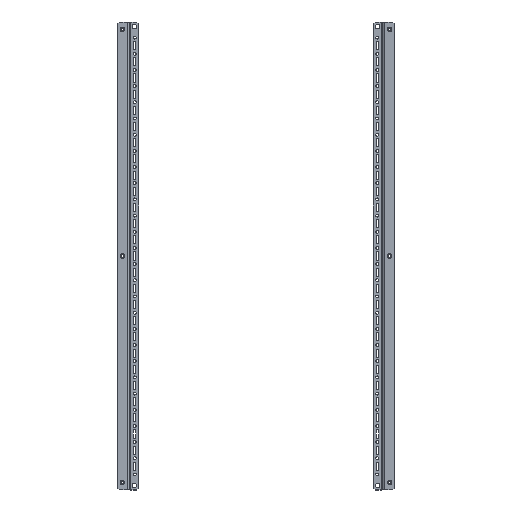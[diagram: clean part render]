
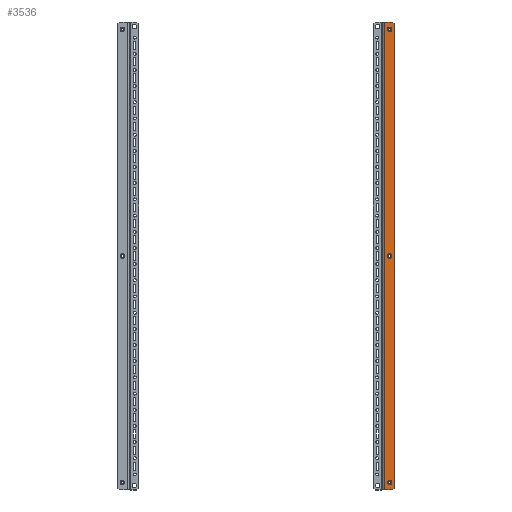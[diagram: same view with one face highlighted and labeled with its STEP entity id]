
A CAD part, top view. The second image highlights one B-rep face of the part: STEP entity #3536.
In plain terms, the highlighted face is planar.
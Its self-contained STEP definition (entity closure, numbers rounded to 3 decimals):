
#45 = EDGE_CURVE ( 'NONE', #429, #1105, #5546, .T. ) ;
#88 = DIRECTION ( 'NONE',  ( 0., 0., -1. ) ) ;
#139 = CARTESIAN_POINT ( 'NONE',  ( -18., 358.5, 0. ) ) ;
#171 = CIRCLE ( 'NONE', #4046, 3.5 ) ;
#214 = CARTESIAN_POINT ( 'NONE',  ( -11., -350., 0. ) ) ;
#263 = FACE_BOUND ( 'NONE', #2064, .T. ) ;
#429 = VERTEX_POINT ( 'NONE', #5360 ) ;
#504 = CARTESIAN_POINT ( 'NONE',  ( -18., -361.5, 0. ) ) ;
#536 = VERTEX_POINT ( 'NONE', #2375 ) ;
#640 = DIRECTION ( 'NONE',  ( -1., 0., 0. ) ) ;
#641 = VERTEX_POINT ( 'NONE', #3792 ) ;
#721 = ORIENTED_EDGE ( 'NONE', *, *, #45, .T. ) ;
#767 = PLANE ( 'NONE',  #4325 ) ;
#771 = FACE_BOUND ( 'NONE', #3542, .T. ) ;
#820 = EDGE_CURVE ( 'NONE', #1105, #7773, #7410, .T. ) ;
#1105 = VERTEX_POINT ( 'NONE', #2299 ) ;
#1127 = DIRECTION ( 'NONE',  ( -1., 0., 0. ) ) ;
#1217 = CARTESIAN_POINT ( 'NONE',  ( -378., 1.5, 0. ) ) ;
#1358 = CARTESIAN_POINT ( 'NONE',  ( -3.375, 361.5, 0. ) ) ;
#1393 = VECTOR ( 'NONE', #1932, 1000. ) ;
#1416 = DIRECTION ( 'NONE',  ( -1., 0., 0. ) ) ;
#1534 = ORIENTED_EDGE ( 'NONE', *, *, #6633, .F. ) ;
#1540 = AXIS2_PLACEMENT_3D ( 'NONE', #3019, #1751, #8114 ) ;
#1579 = DIRECTION ( 'NONE',  ( 0., -1., 0. ) ) ;
#1609 = VERTEX_POINT ( 'NONE', #2384 ) ;
#1669 = ORIENTED_EDGE ( 'NONE', *, *, #4250, .F. ) ;
#1751 = DIRECTION ( 'NONE',  ( 0., 0., -1. ) ) ;
#1789 = CIRCLE ( 'NONE', #7182, 3.5 ) ;
#1844 = DIRECTION ( 'NONE',  ( 0., 0., -1. ) ) ;
#1906 = CARTESIAN_POINT ( 'NONE',  ( -11., 0., 0. ) ) ;
#1932 = DIRECTION ( 'NONE',  ( -0.707, 0.707, 0. ) ) ;
#1942 = DIRECTION ( 'NONE',  ( -1., 0., 0. ) ) ;
#2018 = VERTEX_POINT ( 'NONE', #4911 ) ;
#2064 = EDGE_LOOP ( 'NONE', ( #5350, #5610 ) ) ;
#2223 = VERTEX_POINT ( 'NONE', #7722 ) ;
#2246 = CARTESIAN_POINT ( 'NONE',  ( -18., 361.5, 0. ) ) ;
#2299 = CARTESIAN_POINT ( 'NONE',  ( -3.375, 361.5, 0. ) ) ;
#2308 = AXIS2_PLACEMENT_3D ( 'NONE', #5718, #4275, #8200 ) ;
#2350 = DIRECTION ( 'NONE',  ( 1., 0., 0. ) ) ;
#2375 = CARTESIAN_POINT ( 'NONE',  ( -18., -358.5, 0. ) ) ;
#2384 = CARTESIAN_POINT ( 'NONE',  ( -14.5, 350., 0. ) ) ;
#2397 = CARTESIAN_POINT ( 'NONE',  ( -3.375, -361.5, 0. ) ) ;
#2457 = EDGE_CURVE ( 'NONE', #4232, #5157, #171, .T. ) ;
#2845 = LINE ( 'NONE', #7758, #4668 ) ;
#2887 = CARTESIAN_POINT ( 'NONE',  ( -7.5, -350., 0. ) ) ;
#2928 = EDGE_LOOP ( 'NONE', ( #3545, #8187, #1534, #3447, #721, #3482 ) ) ;
#2999 = VECTOR ( 'NONE', #1579, 1000. ) ;
#3019 = CARTESIAN_POINT ( 'NONE',  ( -11., 350., 0. ) ) ;
#3113 = CIRCLE ( 'NONE', #7781, 3.5 ) ;
#3303 = ORIENTED_EDGE ( 'NONE', *, *, #8178, .F. ) ;
#3447 = ORIENTED_EDGE ( 'NONE', *, *, #4481, .T. ) ;
#3482 = ORIENTED_EDGE ( 'NONE', *, *, #820, .T. ) ;
#3536 = ADVANCED_FACE ( 'NONE', ( #5815, #5913, #771, #263 ), #767, .T. ) ;
#3542 = EDGE_LOOP ( 'NONE', ( #3850, #1669 ) ) ;
#3545 = ORIENTED_EDGE ( 'NONE', *, *, #7239, .F. ) ;
#3788 = CARTESIAN_POINT ( 'NONE',  ( -11., -350., 0. ) ) ;
#3792 = CARTESIAN_POINT ( 'NONE',  ( -7.5, 350., 0. ) ) ;
#3850 = ORIENTED_EDGE ( 'NONE', *, *, #6310, .F. ) ;
#3931 = CIRCLE ( 'NONE', #5138, 3.5 ) ;
#3943 = VECTOR ( 'NONE', #7771, 1000. ) ;
#3962 = CARTESIAN_POINT ( 'NONE',  ( -18., 361.5, 0. ) ) ;
#4017 = ORIENTED_EDGE ( 'NONE', *, *, #6858, .F. ) ;
#4046 = AXIS2_PLACEMENT_3D ( 'NONE', #214, #6607, #7881 ) ;
#4232 = VERTEX_POINT ( 'NONE', #2887 ) ;
#4250 = EDGE_CURVE ( 'NONE', #641, #1609, #6916, .T. ) ;
#4275 = DIRECTION ( 'NONE',  ( 0., 0., -1. ) ) ;
#4325 = AXIS2_PLACEMENT_3D ( 'NONE', #3962, #4639, #1416 ) ;
#4347 = VERTEX_POINT ( 'NONE', #8345 ) ;
#4481 = EDGE_CURVE ( 'NONE', #7413, #429, #2845, .T. ) ;
#4554 = DIRECTION ( 'NONE',  ( 0.707, 0.707, 0. ) ) ;
#4639 = DIRECTION ( 'NONE',  ( 0., 0., -1. ) ) ;
#4668 = VECTOR ( 'NONE', #4554, 1000. ) ;
#4830 = LINE ( 'NONE', #504, #5963 ) ;
#4911 = CARTESIAN_POINT ( 'NONE',  ( -7.5, 0., 0. ) ) ;
#5138 = AXIS2_PLACEMENT_3D ( 'NONE', #3788, #6349, #1127 ) ;
#5157 = VERTEX_POINT ( 'NONE', #5856 ) ;
#5252 = CARTESIAN_POINT ( 'NONE',  ( -11., 350., 0. ) ) ;
#5350 = ORIENTED_EDGE ( 'NONE', *, *, #7764, .T. ) ;
#5360 = CARTESIAN_POINT ( 'NONE',  ( -15., 361.5, 0. ) ) ;
#5546 = LINE ( 'NONE', #7620, #6883 ) ;
#5610 = ORIENTED_EDGE ( 'NONE', *, *, #2457, .T. ) ;
#5718 = CARTESIAN_POINT ( 'NONE',  ( -11., 0., 0. ) ) ;
#5815 = FACE_BOUND ( 'NONE', #7252, .T. ) ;
#5856 = CARTESIAN_POINT ( 'NONE',  ( -14.5, -350., 0. ) ) ;
#5913 = FACE_OUTER_BOUND ( 'NONE', #2928, .T. ) ;
#5941 = CIRCLE ( 'NONE', #2308, 3.5 ) ;
#5963 = VECTOR ( 'NONE', #2350, 1000. ) ;
#5964 = LINE ( 'NONE', #1217, #1393 ) ;
#6310 = EDGE_CURVE ( 'NONE', #1609, #641, #1789, .T. ) ;
#6349 = DIRECTION ( 'NONE',  ( 0., 0., 1. ) ) ;
#6607 = DIRECTION ( 'NONE',  ( 0., 0., 1. ) ) ;
#6633 = EDGE_CURVE ( 'NONE', #7413, #536, #6964, .T. ) ;
#6825 = EDGE_CURVE ( 'NONE', #2223, #536, #5964, .T. ) ;
#6858 = EDGE_CURVE ( 'NONE', #4347, #2018, #3113, .T. ) ;
#6883 = VECTOR ( 'NONE', #6980, 1000. ) ;
#6916 = CIRCLE ( 'NONE', #1540, 3.5 ) ;
#6964 = LINE ( 'NONE', #2246, #2999 ) ;
#6980 = DIRECTION ( 'NONE',  ( 1., 0., 0. ) ) ;
#7182 = AXIS2_PLACEMENT_3D ( 'NONE', #5252, #88, #1942 ) ;
#7239 = EDGE_CURVE ( 'NONE', #2223, #7773, #4830, .T. ) ;
#7252 = EDGE_LOOP ( 'NONE', ( #4017, #3303 ) ) ;
#7410 = LINE ( 'NONE', #1358, #3943 ) ;
#7413 = VERTEX_POINT ( 'NONE', #139 ) ;
#7620 = CARTESIAN_POINT ( 'NONE',  ( -18., 361.5, 0. ) ) ;
#7722 = CARTESIAN_POINT ( 'NONE',  ( -15., -361.5, 0. ) ) ;
#7758 = CARTESIAN_POINT ( 'NONE',  ( -16.5, 360., 0. ) ) ;
#7764 = EDGE_CURVE ( 'NONE', #5157, #4232, #3931, .T. ) ;
#7771 = DIRECTION ( 'NONE',  ( 0., -1., 0. ) ) ;
#7773 = VERTEX_POINT ( 'NONE', #2397 ) ;
#7781 = AXIS2_PLACEMENT_3D ( 'NONE', #1906, #1844, #640 ) ;
#7881 = DIRECTION ( 'NONE',  ( -1., 0., 0. ) ) ;
#8114 = DIRECTION ( 'NONE',  ( -1., 0., 0. ) ) ;
#8178 = EDGE_CURVE ( 'NONE', #2018, #4347, #5941, .T. ) ;
#8187 = ORIENTED_EDGE ( 'NONE', *, *, #6825, .T. ) ;
#8200 = DIRECTION ( 'NONE',  ( -1., 0., 0. ) ) ;
#8345 = CARTESIAN_POINT ( 'NONE',  ( -14.5, 0., 0. ) ) ;
